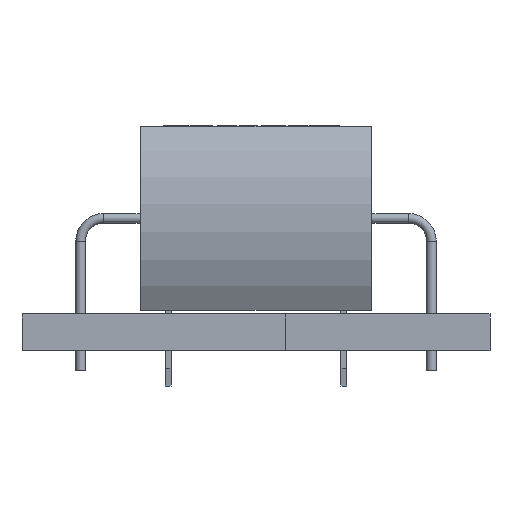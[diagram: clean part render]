
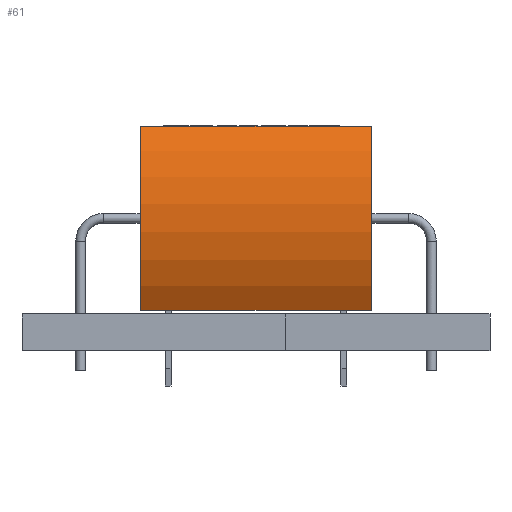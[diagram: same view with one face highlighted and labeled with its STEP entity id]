
A CAD part, front view. The second image highlights one B-rep face of the part: STEP entity #61.
In plain terms, the highlighted cylindrical face has radius 7.5 mm (diameter 15 mm), a partial arc.
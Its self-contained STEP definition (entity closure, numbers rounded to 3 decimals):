
#61 = ADVANCED_FACE('',(#62),#77,.T.);
#62 = FACE_BOUND('',#63,.T.);
#63 = EDGE_LOOP('',(#64,#100,#128,#157));
#64 = ORIENTED_EDGE('',*,*,#65,.T.);
#65 = EDGE_CURVE('',#66,#68,#70,.T.);
#66 = VERTEX_POINT('',#67);
#67 = CARTESIAN_POINT('',(5.,-3.844,0.1));
#68 = VERTEX_POINT('',#69);
#69 = CARTESIAN_POINT('',(5.,-3.844,8.1));
#70 = SURFACE_CURVE('',#71,(#76,#88),.PCURVE_S1.);
#71 = CIRCLE('',#72,7.5);
#72 = AXIS2_PLACEMENT_3D('',#73,#74,#75);
#73 = CARTESIAN_POINT('',(5.,2.5,4.1));
#74 = DIRECTION('',(-1.,0.,0.));
#75 = DIRECTION('',(0.,0.,-1.));
#76 = PCURVE('',#77,#82);
#77 = CYLINDRICAL_SURFACE('',#78,7.5);
#78 = AXIS2_PLACEMENT_3D('',#79,#80,#81);
#79 = CARTESIAN_POINT('',(5.,2.5,4.1));
#80 = DIRECTION('',(1.,0.,0.));
#81 = DIRECTION('',(0.,0.,-1.));
#82 = DEFINITIONAL_REPRESENTATION('',(#83),#87);
#83 = LINE('',#84,#85);
#84 = CARTESIAN_POINT('',(6.283,0.));
#85 = VECTOR('',#86,1.);
#86 = DIRECTION('',(-1.,0.));
#87 = ( GEOMETRIC_REPRESENTATION_CONTEXT(2) 
PARAMETRIC_REPRESENTATION_CONTEXT() REPRESENTATION_CONTEXT('2D SPACE',''
  ) );
#88 = PCURVE('',#89,#94);
#89 = PLANE('',#90);
#90 = AXIS2_PLACEMENT_3D('',#91,#92,#93);
#91 = CARTESIAN_POINT('',(5.,0.,4.1));
#92 = DIRECTION('',(-1.,0.,0.));
#93 = DIRECTION('',(0.,1.,0.));
#94 = DEFINITIONAL_REPRESENTATION('',(#95),#99);
#95 = CIRCLE('',#96,7.5);
#96 = AXIS2_PLACEMENT_2D('',#97,#98);
#97 = CARTESIAN_POINT('',(2.5,0.));
#98 = DIRECTION('',(0.,1.));
#99 = ( GEOMETRIC_REPRESENTATION_CONTEXT(2) 
PARAMETRIC_REPRESENTATION_CONTEXT() REPRESENTATION_CONTEXT('2D SPACE',''
  ) );
#100 = ORIENTED_EDGE('',*,*,#101,.T.);
#101 = EDGE_CURVE('',#68,#102,#104,.T.);
#102 = VERTEX_POINT('',#103);
#103 = CARTESIAN_POINT('',(-5.,-3.844,8.1));
#104 = SURFACE_CURVE('',#105,(#109,#116),.PCURVE_S1.);
#105 = LINE('',#106,#107);
#106 = CARTESIAN_POINT('',(5.,-3.844,8.1));
#107 = VECTOR('',#108,1.);
#108 = DIRECTION('',(-1.,0.,0.));
#109 = PCURVE('',#77,#110);
#110 = DEFINITIONAL_REPRESENTATION('',(#111),#115);
#111 = LINE('',#112,#113);
#112 = CARTESIAN_POINT('',(4.15,0.));
#113 = VECTOR('',#114,1.);
#114 = DIRECTION('',(0.,-1.));
#115 = ( GEOMETRIC_REPRESENTATION_CONTEXT(2) 
PARAMETRIC_REPRESENTATION_CONTEXT() REPRESENTATION_CONTEXT('2D SPACE',''
  ) );
#116 = PCURVE('',#117,#122);
#117 = PLANE('',#118);
#118 = AXIS2_PLACEMENT_3D('',#119,#120,#121);
#119 = CARTESIAN_POINT('',(5.,-3.844,8.1));
#120 = DIRECTION('',(0.,0.,-1.));
#121 = DIRECTION('',(0.,1.,0.));
#122 = DEFINITIONAL_REPRESENTATION('',(#123),#127);
#123 = LINE('',#124,#125);
#124 = CARTESIAN_POINT('',(0.,0.));
#125 = VECTOR('',#126,1.);
#126 = DIRECTION('',(0.,-1.));
#127 = ( GEOMETRIC_REPRESENTATION_CONTEXT(2) 
PARAMETRIC_REPRESENTATION_CONTEXT() REPRESENTATION_CONTEXT('2D SPACE',''
  ) );
#128 = ORIENTED_EDGE('',*,*,#129,.F.);
#129 = EDGE_CURVE('',#130,#102,#132,.T.);
#130 = VERTEX_POINT('',#131);
#131 = CARTESIAN_POINT('',(-5.,-3.844,0.1));
#132 = SURFACE_CURVE('',#133,(#138,#145),.PCURVE_S1.);
#133 = CIRCLE('',#134,7.5);
#134 = AXIS2_PLACEMENT_3D('',#135,#136,#137);
#135 = CARTESIAN_POINT('',(-5.,2.5,4.1));
#136 = DIRECTION('',(-1.,0.,0.));
#137 = DIRECTION('',(0.,0.,-1.));
#138 = PCURVE('',#77,#139);
#139 = DEFINITIONAL_REPRESENTATION('',(#140),#144);
#140 = LINE('',#141,#142);
#141 = CARTESIAN_POINT('',(6.283,-10.));
#142 = VECTOR('',#143,1.);
#143 = DIRECTION('',(-1.,0.));
#144 = ( GEOMETRIC_REPRESENTATION_CONTEXT(2) 
PARAMETRIC_REPRESENTATION_CONTEXT() REPRESENTATION_CONTEXT('2D SPACE',''
  ) );
#145 = PCURVE('',#146,#151);
#146 = PLANE('',#147);
#147 = AXIS2_PLACEMENT_3D('',#148,#149,#150);
#148 = CARTESIAN_POINT('',(-5.,0.,4.1));
#149 = DIRECTION('',(-1.,0.,0.));
#150 = DIRECTION('',(0.,1.,0.));
#151 = DEFINITIONAL_REPRESENTATION('',(#152),#156);
#152 = CIRCLE('',#153,7.5);
#153 = AXIS2_PLACEMENT_2D('',#154,#155);
#154 = CARTESIAN_POINT('',(2.5,0.));
#155 = DIRECTION('',(0.,1.));
#156 = ( GEOMETRIC_REPRESENTATION_CONTEXT(2) 
PARAMETRIC_REPRESENTATION_CONTEXT() REPRESENTATION_CONTEXT('2D SPACE',''
  ) );
#157 = ORIENTED_EDGE('',*,*,#158,.F.);
#158 = EDGE_CURVE('',#66,#130,#159,.T.);
#159 = SURFACE_CURVE('',#160,(#164,#171),.PCURVE_S1.);
#160 = LINE('',#161,#162);
#161 = CARTESIAN_POINT('',(5.,-3.844,0.1));
#162 = VECTOR('',#163,1.);
#163 = DIRECTION('',(-1.,0.,0.));
#164 = PCURVE('',#77,#165);
#165 = DEFINITIONAL_REPRESENTATION('',(#166),#170);
#166 = LINE('',#167,#168);
#167 = CARTESIAN_POINT('',(5.275,0.));
#168 = VECTOR('',#169,1.);
#169 = DIRECTION('',(0.,-1.));
#170 = ( GEOMETRIC_REPRESENTATION_CONTEXT(2) 
PARAMETRIC_REPRESENTATION_CONTEXT() REPRESENTATION_CONTEXT('2D SPACE',''
  ) );
#171 = PCURVE('',#172,#177);
#172 = PLANE('',#173);
#173 = AXIS2_PLACEMENT_3D('',#174,#175,#176);
#174 = CARTESIAN_POINT('',(5.,-3.844,0.1));
#175 = DIRECTION('',(0.,0.,-1.));
#176 = DIRECTION('',(0.,1.,0.));
#177 = DEFINITIONAL_REPRESENTATION('',(#178),#182);
#178 = LINE('',#179,#180);
#179 = CARTESIAN_POINT('',(0.,0.));
#180 = VECTOR('',#181,1.);
#181 = DIRECTION('',(0.,-1.));
#182 = ( GEOMETRIC_REPRESENTATION_CONTEXT(2) 
PARAMETRIC_REPRESENTATION_CONTEXT() REPRESENTATION_CONTEXT('2D SPACE',''
  ) );
